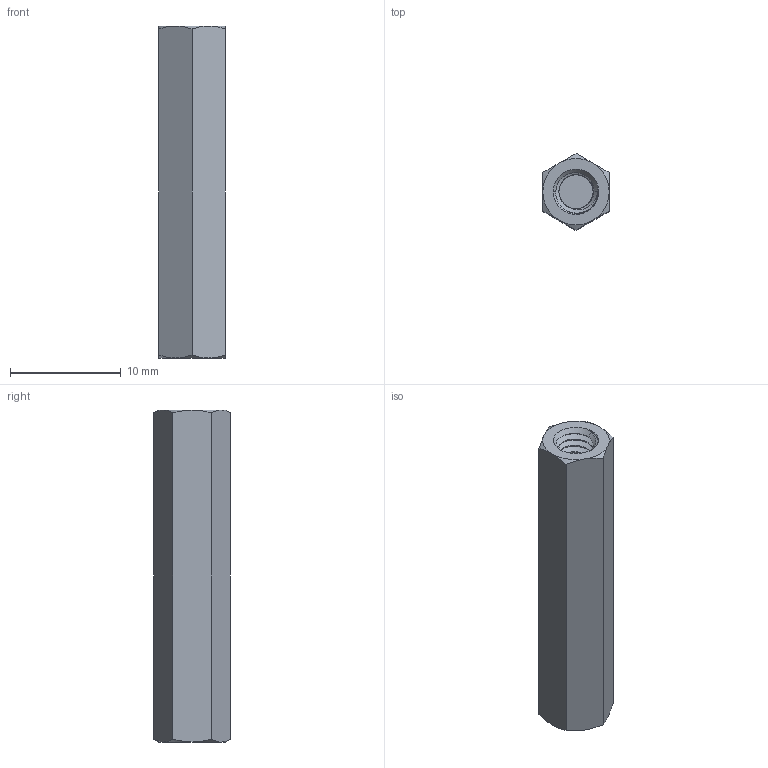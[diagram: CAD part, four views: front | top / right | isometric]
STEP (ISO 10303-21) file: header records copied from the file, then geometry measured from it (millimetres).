
FILE_DESCRIPTION (( 'STEP AP203' ), '1' );
FILE_NAME ('95947A062_ALUM FEM THRDED HEX STANDOFF_95947A062_sldprt.STEP', '2019-04-05T22:48:49', ( '' ), ( '' ), 'SwSTEP 2.0', 'SolidWorks 2018', '' );
FILE_SCHEMA (( 'CONFIG_CONTROL_DESIGN' ));
Length unit declared in the file: millimetre
Products named in the file (1): 95947A062_ALUM FEM THRDED HEX STANDOFF_95947A062_sldprt
Bounding box: 6 x 6.93 x 30 mm (x, y, z)
Volume: 714.3 mm3; surface area: 1108.3 mm2
Topology: 1 solids, 1 shells, 100 faces, 276 edges, 180 vertices
Faces by surface type: cylinder 66, cone 18, plane 10, bspline 6
Entity records: 15887 total; most frequent: CARTESIAN_POINT 13691, ORIENTED_EDGE 552, DIRECTION 310, EDGE_CURVE 276, VERTEX_POINT 180, AXIS2_PLACEMENT_3D 117, B_SPLINE_CURVE_WITH_KNOTS 108, EDGE_LOOP 102
